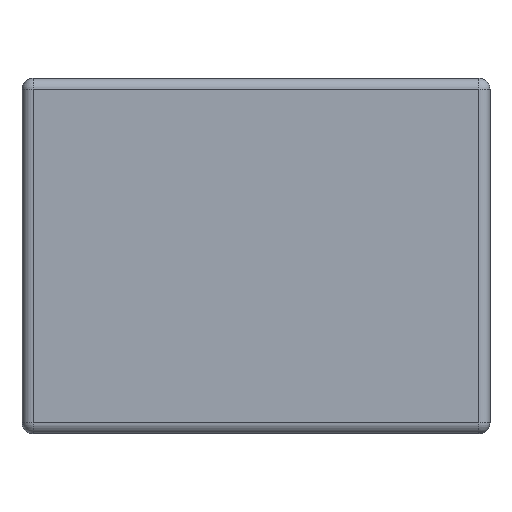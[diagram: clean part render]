
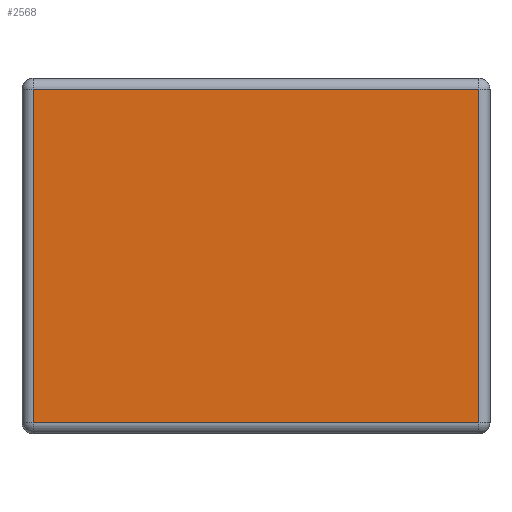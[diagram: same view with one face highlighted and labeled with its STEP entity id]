
A CAD part, front view. The second image highlights one B-rep face of the part: STEP entity #2568.
In plain terms, the highlighted planar face has unit normal (0, -1, 0).
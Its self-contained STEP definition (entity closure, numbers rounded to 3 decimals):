
#71=PLANE('',#2830);
#169=FACE_OUTER_BOUND('',#315,.T.);
#315=EDGE_LOOP('',(#1974,#1975,#1976,#1977));
#560=LINE('',#4309,#776);
#561=LINE('',#4311,#777);
#562=LINE('',#4313,#778);
#563=LINE('',#4314,#779);
#776=VECTOR('',#3467,1000.);
#777=VECTOR('',#3468,1000.);
#778=VECTOR('',#3469,1000.);
#779=VECTOR('',#3470,1000.);
#1178=VERTEX_POINT('',#4307);
#1179=VERTEX_POINT('',#4308);
#1180=VERTEX_POINT('',#4310);
#1181=VERTEX_POINT('',#4312);
#1464=EDGE_CURVE('',#1178,#1179,#560,.T.);
#1465=EDGE_CURVE('',#1179,#1180,#561,.T.);
#1466=EDGE_CURVE('',#1180,#1181,#562,.T.);
#1467=EDGE_CURVE('',#1181,#1178,#563,.T.);
#1974=ORIENTED_EDGE('',*,*,#1464,.T.);
#1975=ORIENTED_EDGE('',*,*,#1465,.T.);
#1976=ORIENTED_EDGE('',*,*,#1466,.T.);
#1977=ORIENTED_EDGE('',*,*,#1467,.T.);
#2568=ADVANCED_FACE('',(#169),#71,.F.);
#2830=AXIS2_PLACEMENT_3D('',#4306,#3465,#3466);
#3465=DIRECTION('center_axis',(0.,1.,0.));
#3466=DIRECTION('ref_axis',(-1.,0.,0.));
#3467=DIRECTION('',(-1.,0.,0.));
#3468=DIRECTION('',(0.,0.,-1.));
#3469=DIRECTION('',(1.,0.,0.));
#3470=DIRECTION('',(0.,0.,1.));
#4306=CARTESIAN_POINT('Origin',(-0.625,-1.,0.95));
#4307=CARTESIAN_POINT('',(0.595,-1.,0.92));
#4308=CARTESIAN_POINT('',(-0.595,-1.,0.92));
#4309=CARTESIAN_POINT('',(-0.625,-1.,0.92));
#4310=CARTESIAN_POINT('',(-0.595,-1.,0.03));
#4311=CARTESIAN_POINT('',(-0.595,-1.,0.95));
#4312=CARTESIAN_POINT('',(0.595,-1.,0.03));
#4313=CARTESIAN_POINT('',(-0.625,-1.,0.03));
#4314=CARTESIAN_POINT('',(0.595,-1.,0.95));
